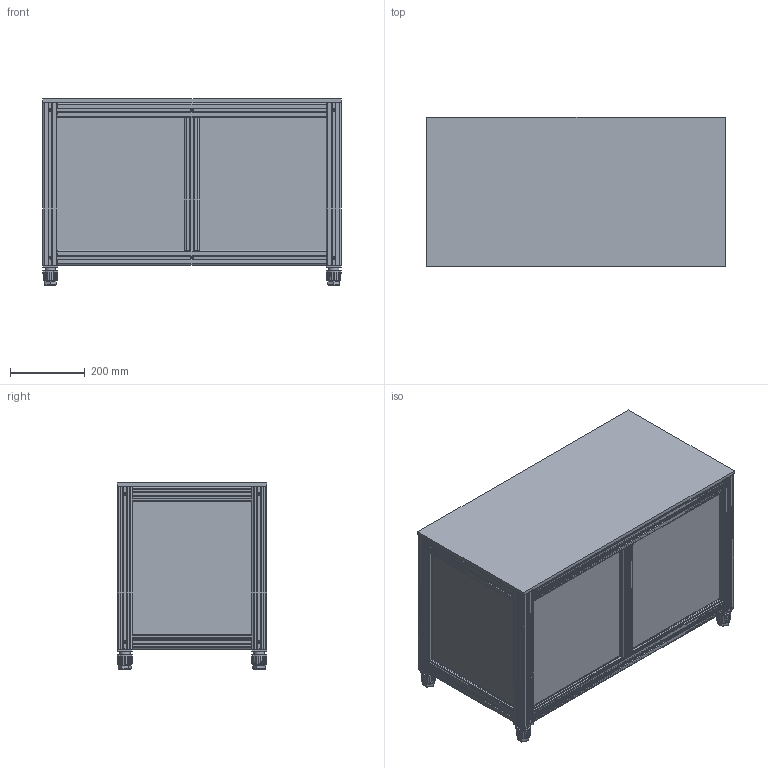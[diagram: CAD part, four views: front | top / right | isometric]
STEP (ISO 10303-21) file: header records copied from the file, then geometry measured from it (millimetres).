
FILE_DESCRIPTION(('STEP AP214'),'1');
FILE_NAME('ERGO08E6522.stp','2025-05-22T08:27:13',(' '),(' '),'Spatial InterOp 3D',' ',' ');
FILE_SCHEMA(('AUTOMOTIVE_DESIGN { 1 0 10303 214 1 1 1 1 }'));
Length unit declared in the file: millimetre
Products named in the file (63): PanneauCompletEnRainure; Profil U; Stratifié compact 4mm, blanc; Banc avec rangement; PanneauCompletEnApplique; Stratifié compact 10mm, blanc; Embout 8 40x16 gris; Kit de fixation; Vis FHC - M6x20; Écrou 8 St M6; Elément d'accrochage 8 40x16; Profilé 8 40x16; Fixation hors standard 8-40; Vis BHC - M8x18; Rondelle M 8; Pied réglable 8 PA 40; 1; 2; 3; Profilé 8 40x40 léger; ERGO08E6522
Assembly tree (115 placements, depth 5):
  Elément d'accrochage 8 40x16
    Elément d'accrochage 8 40x16
    Elément d'accrochage 8 40x16
  ERGO08E6522
    Banc avec rangement
      PanneauCompletEnRainure  x2
        Profil U
        Profil U
        Stratifié compact 4mm, blanc
      PanneauCompletEnApplique  x2
        Stratifié compact 10mm, blanc
      Embout 8 40x16 gris  x4
      Kit de fixation  x4
        Vis FHC - M6x20
        Écrou 8 St M6
      Profilé 8 40x16  x2
      Fixation hors standard 8-40
        Vis BHC - M8x18
        Rondelle M 8
      Fixation hors standard 8-40
        Vis BHC - M8x18
        Rondelle M 8
      Fixation hors standard 8-40
        Vis BHC - M8x18
        Rondelle M 8
      Fixation hors standard 8-40
        Vis BHC - M8x18
        Rondelle M 8
      Fixation hors standard 8-40  x20
        Vis BHC - M8x18
        Rondelle M 8
      Pied réglable 8 PA 40
        1
        Pied réglable 8 PA 40
          2
          3
      Pied réglable 8 PA 40
        1
        Pied réglable 8 PA 40
          2
          3
      Pied réglable 8 PA 40
        1
        Pied réglable 8 PA 40
          2
          3
      Pied réglable 8 PA 40
        1
        Pied réglable 8 PA 40
          2
          3
      Profilé 8 40x40 léger
      PanneauCompletEnRainure
        Profil U  x2
        Profil U  x2
        Stratifié compact 4mm, blanc
      PanneauCompletEnRainure
        Profil U  x2
        Profil U  x2
        Stratifié compact 4mm, blanc
Bounding box: 800 x 400 x 499.38 mm (x, y, z)
Volume: 13447890.1 mm3; surface area: 6522682.9 mm2
Topology: 122 solids, 126 shells, 5516 faces, 15038 edges, 9878 vertices
Faces by surface type: plane 3000, cylinder 2016, extrusion 248, cone 184, torus 28, sphere 24, bspline 16
Full cylindrical faces by diameter (mm): 4 x4, 4.98 x4, 5 x4, 5.1 x8, 6 x8, 6.5 x20, 6.78 x24, 6.8 x56, 7 x48, 8 x52, 8.4 x32, 10 x4, 11.34 x4, 14 x4, 16 x24, 21 x4, 23 x4, 26 x4, 28 x4, 29.5 x4
Entity records: 153656 total; most frequent: CARTESIAN_POINT 24808, DIRECTION 18804, ORIENTED_EDGE 18580, EDGE_CURVE 9292, AXIS2_PLACEMENT_3D 6407, VERTEX_POINT 6265, VECTOR 5990, LINE 5928
